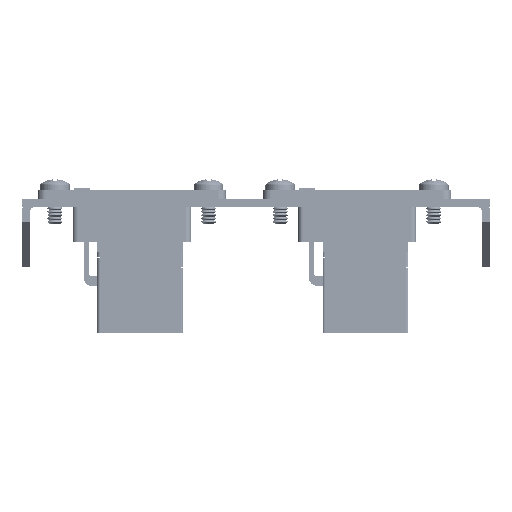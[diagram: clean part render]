
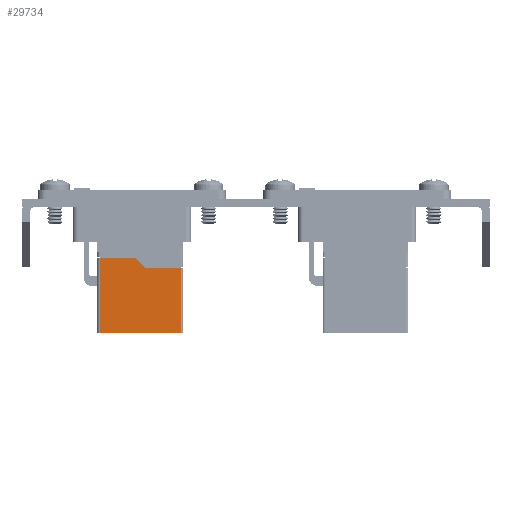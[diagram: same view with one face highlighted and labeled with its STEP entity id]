
A CAD part, left-side view. The second image highlights one B-rep face of the part: STEP entity #29734.
In plain terms, the highlighted face is planar.
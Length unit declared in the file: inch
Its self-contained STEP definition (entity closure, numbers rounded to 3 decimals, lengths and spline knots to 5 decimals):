
#416 = CARTESIAN_POINT ( 'NONE',  ( 0.52953, -0.29921, -0.28543 ) ) ;
#1926 = VECTOR ( 'NONE', #26620, 39.37008 ) ;
#4576 = ORIENTED_EDGE ( 'NONE', *, *, #19492, .T. ) ;
#5639 = LINE ( 'NONE', #46412, #51423 ) ;
#12057 = EDGE_CURVE ( 'NONE', #26991, #21304, #52763, .T. ) ;
#14259 = CARTESIAN_POINT ( 'NONE',  ( 0.12493, -0.10818, -0.28543 ) ) ;
#16616 = EDGE_CURVE ( 'NONE', #55932, #71417, #47770, .T. ) ;
#16650 = DIRECTION ( 'NONE',  ( 1., 0., 0. ) ) ;
#17845 = DIRECTION ( 'NONE',  ( 0., -1., 0. ) ) ;
#18199 = CARTESIAN_POINT ( 'NONE',  ( 0.52953, 0.3189, -0.28543 ) ) ;
#18860 = CARTESIAN_POINT ( 'NONE',  ( -0.02756, 0.03628, -0.28543 ) ) ;
#19492 = EDGE_CURVE ( 'NONE', #29869, #21304, #5639, .T. ) ;
#21304 = VERTEX_POINT ( 'NONE', #59624 ) ;
#24199 = EDGE_LOOP ( 'NONE', ( #62648, #4576, #61779, #67363, #71050, #59920 ) ) ;
#25987 = EDGE_CURVE ( 'NONE', #26991, #71417, #68773, .T. ) ;
#26436 = CARTESIAN_POINT ( 'NONE',  ( 0.04724, -0.03459, -0.28543 ) ) ;
#26620 = DIRECTION ( 'NONE',  ( 0., -1., 0. ) ) ;
#26991 = VERTEX_POINT ( 'NONE', #416 ) ;
#29734 = ADVANCED_FACE ( 'NONE', ( #36758 ), #60031, .F. ) ;
#29869 = VERTEX_POINT ( 'NONE', #68114 ) ;
#30679 = DIRECTION ( 'NONE',  ( 0., 0., 1. ) ) ;
#32144 = CARTESIAN_POINT ( 'NONE',  ( 0.52953, 0.3189, -0.28543 ) ) ;
#34997 = VECTOR ( 'NONE', #17845, 39.37008 ) ;
#36758 = FACE_OUTER_BOUND ( 'NONE', #24199, .T. ) ;
#39919 = EDGE_CURVE ( 'NONE', #29869, #54152, #66846, .T. ) ;
#41616 = CARTESIAN_POINT ( 'NONE',  ( -0.02756, 0.3189, -0.28543 ) ) ;
#44128 = DIRECTION ( 'NONE',  ( -1., 0., 0. ) ) ;
#44272 = DIRECTION ( 'NONE',  ( 0.726, -0.688, 0. ) ) ;
#46412 = CARTESIAN_POINT ( 'NONE',  ( 0.52953, 0.29921, -0.28543 ) ) ;
#47770 = LINE ( 'NONE', #56427, #1926 ) ;
#48411 = EDGE_CURVE ( 'NONE', #54152, #55932, #70177, .T. ) ;
#50864 = VECTOR ( 'NONE', #68021, 39.37008 ) ;
#51423 = VECTOR ( 'NONE', #16650, 39.37008 ) ;
#51507 = CARTESIAN_POINT ( 'NONE',  ( 0.04724, -0.29921, -0.28543 ) ) ;
#52763 = LINE ( 'NONE', #32144, #50864 ) ;
#52822 = VECTOR ( 'NONE', #44128, 39.37008 ) ;
#53625 = AXIS2_PLACEMENT_3D ( 'NONE', #18199, #30679, #72600 ) ;
#54152 = VERTEX_POINT ( 'NONE', #18860 ) ;
#54199 = VECTOR ( 'NONE', #44272, 39.37008 ) ;
#55932 = VERTEX_POINT ( 'NONE', #26436 ) ;
#56427 = CARTESIAN_POINT ( 'NONE',  ( 0.04724, 0.3189, -0.28543 ) ) ;
#56911 = CARTESIAN_POINT ( 'NONE',  ( 0.52953, -0.29921, -0.28543 ) ) ;
#59624 = CARTESIAN_POINT ( 'NONE',  ( 0.52953, 0.29921, -0.28543 ) ) ;
#59920 = ORIENTED_EDGE ( 'NONE', *, *, #48411, .F. ) ;
#60031 = PLANE ( 'NONE',  #53625 ) ;
#61779 = ORIENTED_EDGE ( 'NONE', *, *, #12057, .F. ) ;
#62648 = ORIENTED_EDGE ( 'NONE', *, *, #39919, .F. ) ;
#66846 = LINE ( 'NONE', #41616, #34997 ) ;
#67363 = ORIENTED_EDGE ( 'NONE', *, *, #25987, .T. ) ;
#68021 = DIRECTION ( 'NONE',  ( 0., 1., 0. ) ) ;
#68114 = CARTESIAN_POINT ( 'NONE',  ( -0.02756, 0.29921, -0.28543 ) ) ;
#68773 = LINE ( 'NONE', #56911, #52822 ) ;
#70177 = LINE ( 'NONE', #14259, #54199 ) ;
#71050 = ORIENTED_EDGE ( 'NONE', *, *, #16616, .F. ) ;
#71417 = VERTEX_POINT ( 'NONE', #51507 ) ;
#72600 = DIRECTION ( 'NONE',  ( 0., -1., 0. ) ) ;
